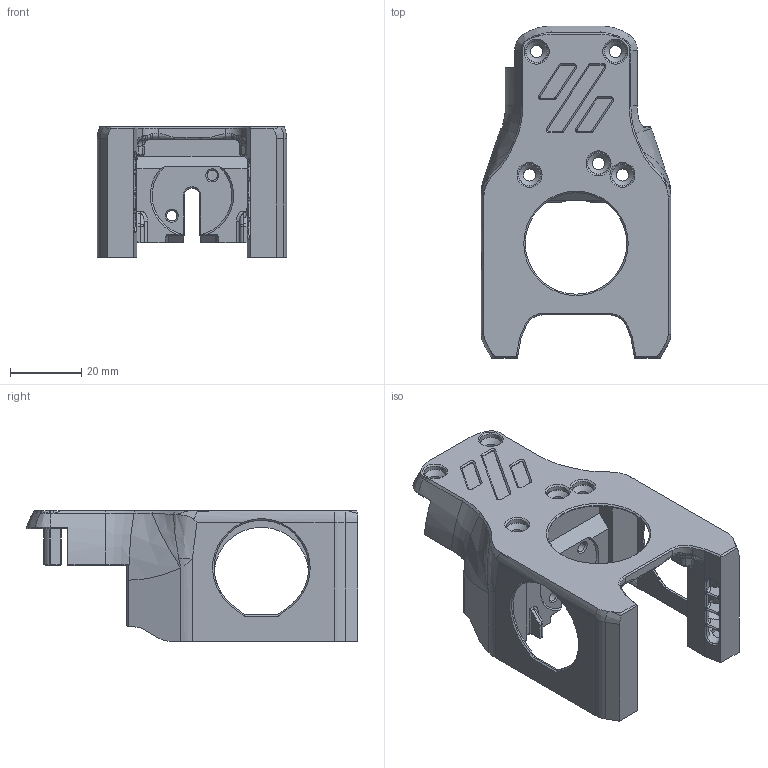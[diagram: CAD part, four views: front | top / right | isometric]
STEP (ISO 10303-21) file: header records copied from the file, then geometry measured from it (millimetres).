
FILE_DESCRIPTION(/* description */ (''),/* implementation_level */ '2;1');
FILE_NAME(/* name */ 'Cowling_Dragon.step.stp',/* time_stamp */ '2021-09-03T18:07:38-04:00',/* author */ ('Diego.labarca'),/* organization */ (''),/* preprocessor_version */ 'ST-DEVELOPER v18.1',/* originating_system */ 'Autodesk Inventor 2021',/* authorisation */ '');
FILE_SCHEMA (('AUTOMOTIVE_DESIGN { 1 0 10303 214 3 1 1 }'));
Products named in the file (1): Cowling_Dragon.step
Bounding box: 53 x 92.83 x 36.49 mm (x, y, z)
Volume: 35237.9 mm3; surface area: 20567.1 mm2
Topology: 1 solids, 1 shells, 797 faces, 2123 edges, 1269 vertices
Faces by surface type: bspline 254, plane 212, cylinder 191, cone 101, torus 33, sphere 6
Full cylindrical faces by diameter (mm): 2.9 x2, 3.4 x5, 4.8 x2, 6 x3, 6.2 x5, 8.1 x1, 28.4 x1
Entity records: 49160 total; most frequent: CARTESIAN_POINT 31060, ORIENTED_EDGE 4128, DIRECTION 3396, EDGE_CURVE 2064, AXIS2_PLACEMENT_3D 1312, VERTEX_POINT 1269, EDGE_LOOP 833, FACE_OUTER_BOUND 797
